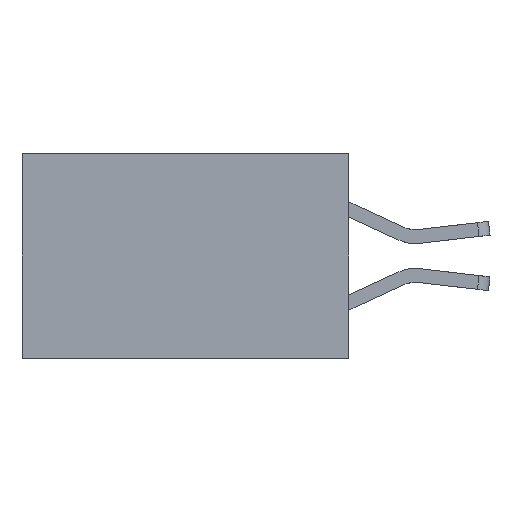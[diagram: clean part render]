
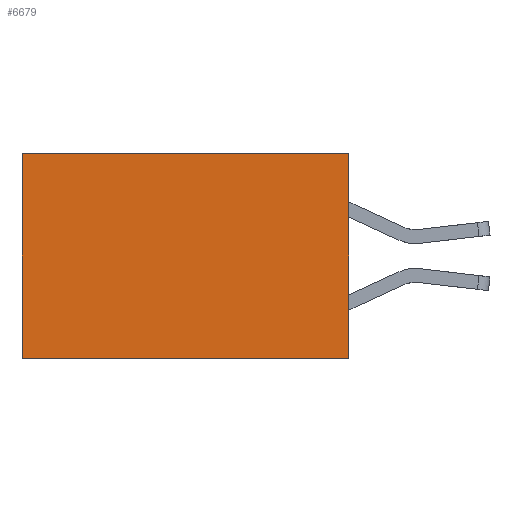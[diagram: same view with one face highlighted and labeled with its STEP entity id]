
A CAD part, left-side view. The second image highlights one B-rep face of the part: STEP entity #6679.
In plain terms, the highlighted planar face has unit normal (-1, 0, 0).
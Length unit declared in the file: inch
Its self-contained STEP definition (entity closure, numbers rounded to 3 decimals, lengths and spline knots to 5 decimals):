
#5 = EDGE_CURVE ( 'NONE', #2683, #3369, #11164, .T. ) ;
#167 = CARTESIAN_POINT ( 'NONE',  ( 0.277, 0., 0. ) ) ;
#400 = LINE ( 'NONE', #10638, #7896 ) ;
#968 = EDGE_LOOP ( 'NONE', ( #2045, #9696, #6993, #6580 ) ) ;
#1131 = EDGE_CURVE ( 'NONE', #3369, #2645, #400, .T. ) ;
#1180 = EDGE_CURVE ( 'NONE', #6235, #2645, #6819, .T. ) ;
#1204 = EDGE_CURVE ( 'NONE', #2683, #6235, #6242, .T. ) ;
#1667 = VECTOR ( 'NONE', #9305, 39.37008 ) ;
#1984 = FACE_OUTER_BOUND ( 'NONE', #968, .T. ) ;
#2045 = ORIENTED_EDGE ( 'NONE', *, *, #1131, .T. ) ;
#2645 = VERTEX_POINT ( 'NONE', #8261 ) ;
#2683 = VERTEX_POINT ( 'NONE', #7541 ) ;
#3369 = VERTEX_POINT ( 'NONE', #11428 ) ;
#3615 = CARTESIAN_POINT ( 'NONE',  ( 0.277, 0., -0.37 ) ) ;
#5109 = DIRECTION ( 'NONE',  ( 0., 0., -1. ) ) ;
#5216 = DIRECTION ( 'NONE',  ( 0., 1., 0. ) ) ;
#5494 = DIRECTION ( 'NONE',  ( 0., 0., -1. ) ) ;
#5497 = DIRECTION ( 'NONE',  ( 1., 0., 0. ) ) ;
#5526 = CARTESIAN_POINT ( 'NONE',  ( 0.277, 0., -0.37 ) ) ;
#5568 = PLANE ( 'NONE',  #9469 ) ;
#6235 = VERTEX_POINT ( 'NONE', #6996 ) ;
#6242 = LINE ( 'NONE', #11130, #8290 ) ;
#6580 = ORIENTED_EDGE ( 'NONE', *, *, #5, .T. ) ;
#6679 = ADVANCED_FACE ( 'NONE', ( #1984 ), #5568, .F. ) ;
#6819 = LINE ( 'NONE', #3615, #1667 ) ;
#6993 = ORIENTED_EDGE ( 'NONE', *, *, #1204, .F. ) ;
#6996 = CARTESIAN_POINT ( 'NONE',  ( 0.277, 0., -0.37 ) ) ;
#7541 = CARTESIAN_POINT ( 'NONE',  ( 0.277, 0., 0. ) ) ;
#7896 = VECTOR ( 'NONE', #5109, 39.37008 ) ;
#8261 = CARTESIAN_POINT ( 'NONE',  ( 0.277, 0.59, -0.37 ) ) ;
#8290 = VECTOR ( 'NONE', #8548, 39.37008 ) ;
#8548 = DIRECTION ( 'NONE',  ( 0., 0., -1. ) ) ;
#8678 = VECTOR ( 'NONE', #5216, 39.37008 ) ;
#9305 = DIRECTION ( 'NONE',  ( 0., 1., 0. ) ) ;
#9469 = AXIS2_PLACEMENT_3D ( 'NONE', #5526, #5497, #5494 ) ;
#9696 = ORIENTED_EDGE ( 'NONE', *, *, #1180, .F. ) ;
#10638 = CARTESIAN_POINT ( 'NONE',  ( 0.277, 0.59, -0.37 ) ) ;
#11130 = CARTESIAN_POINT ( 'NONE',  ( 0.277, 0., -0.37 ) ) ;
#11164 = LINE ( 'NONE', #167, #8678 ) ;
#11428 = CARTESIAN_POINT ( 'NONE',  ( 0.277, 0.59, 0. ) ) ;
